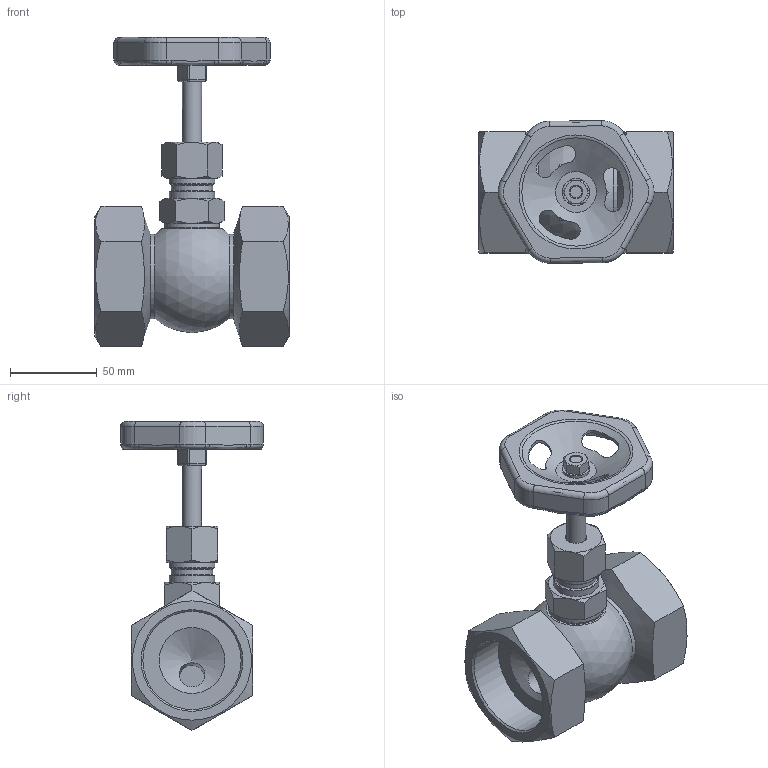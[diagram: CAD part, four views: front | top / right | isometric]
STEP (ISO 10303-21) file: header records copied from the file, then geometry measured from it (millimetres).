
FILE_DESCRIPTION( ( 'Unknown' ), '1' );
FILE_NAME( '10110161.stp', 'Unknown', ( 'Peter Nanko' ), ( 'Armaturen Arndt' ), 'PSStep 14.0', 'Solid Edge ST4', ' ' );
FILE_SCHEMA( ( 'AUTOMOTIVE_DESIGN { 1 0 10303 214 1 1 1 1 }' ) );
Length unit declared in the file: millimetre
Products named in the file (1): G110DN15161
Bounding box: 112 x 82.31 x 178.31 mm (x, y, z)
Volume: 331893.4 mm3; surface area: 71631.5 mm2
Topology: 1 solids, 1 shells, 216 faces, 543 edges, 335 vertices
Faces by surface type: plane 92, cylinder 68, cone 30, torus 15, bspline 6, sphere 5
Full cylindrical faces by diameter (mm): 11 x1, 12 x1, 15 x1, 15.8 x1, 23.8 x1, 26 x1, 26.3 x1, 26.441 x1, 31.5 x1, 32 x1, 32.3 x1, 49 x2, 56.656 x2, 80 x1
Entity records: 9349 total; most frequent: CARTESIAN_POINT 2788, DIRECTION 1000, ORIENTED_EDGE 958, EDGE_CURVE 479, AXIS2_PLACEMENT_3D 407, VERTEX_POINT 316, EDGE_LOOP 280, FACE_OUTER_BOUND 236
